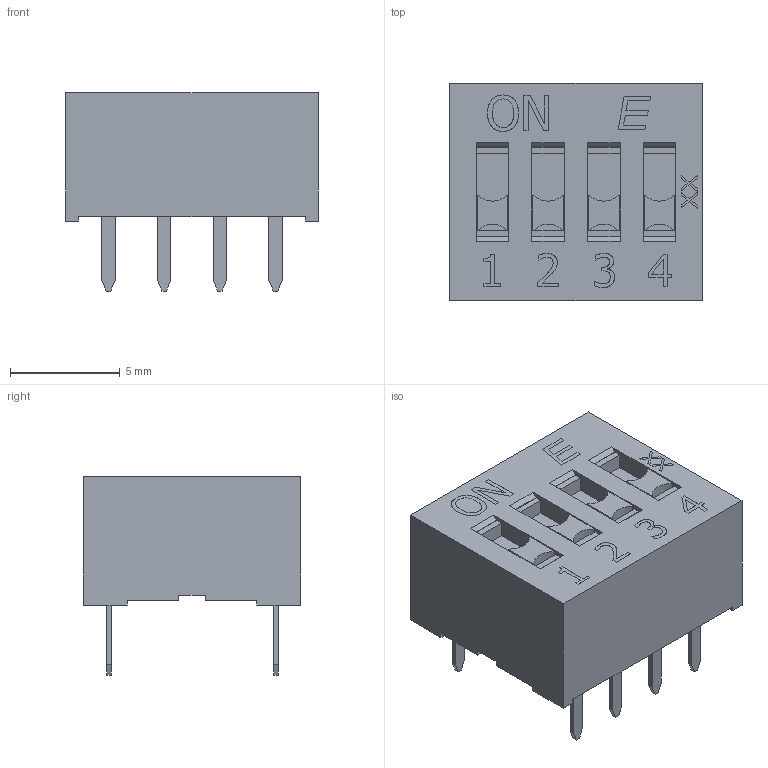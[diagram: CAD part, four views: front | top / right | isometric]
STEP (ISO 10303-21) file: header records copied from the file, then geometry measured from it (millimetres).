
FILE_DESCRIPTION(/* description */ (''),/* implementation_level */ '2;1');
FILE_NAME(/* name */ 'KAS1104Rx.stp',/* time_stamp */ '2025-05-21T11:14:50-05:00',/* author */ ('mroman'),/* organization */ (''),/* preprocessor_version */ 'ST-DEVELOPER v18.1',/* originating_system */ 'Autodesk Inventor 2022',/* authorisation */ '');
FILE_SCHEMA (('AUTOMOTIVE_DESIGN { 1 0 10303 214 3 1 1 }'));
Length unit declared in the file: centimetre
Products named in the file (1): KAS1104Rx
Bounding box: 11.52 x 9.9 x 9.05 mm (x, y, z)
Volume: 607.8 mm3; surface area: 589 mm2
Topology: 1 solids, 1 shells, 344 faces, 945 edges, 630 vertices
Faces by surface type: plane 277, bspline 51, cylinder 16
Entity records: 11185 total; most frequent: CARTESIAN_POINT 2706, ORIENTED_EDGE 1890, DIRECTION 1463, EDGE_CURVE 945, LINE 811, VECTOR 811, VERTEX_POINT 630, EDGE_LOOP 371
